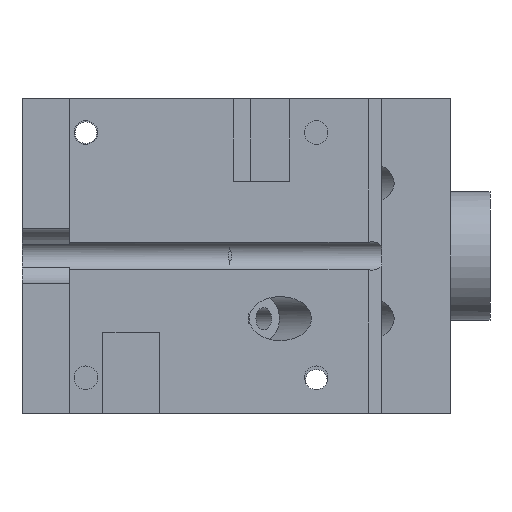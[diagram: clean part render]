
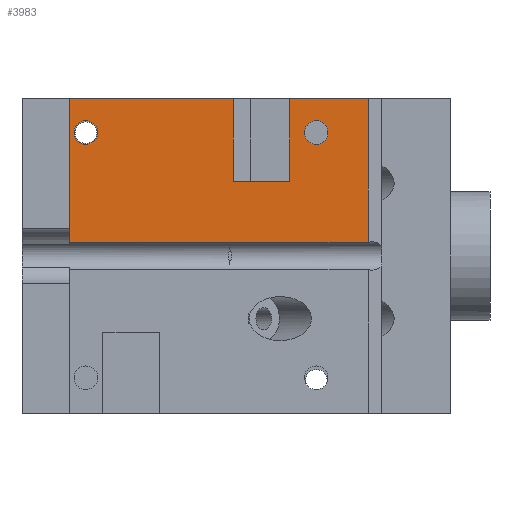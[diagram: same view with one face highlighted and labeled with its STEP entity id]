
A CAD part, front view. The second image highlights one B-rep face of the part: STEP entity #3983.
In plain terms, the highlighted planar face has unit normal (0, -1, 0).
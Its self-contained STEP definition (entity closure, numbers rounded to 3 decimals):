
#57=FACE_BOUND('',#675,.T.);
#58=FACE_BOUND('',#676,.T.);
#187=PLANE('',#4245);
#263=CIRCLE('',#4211,1.75);
#265=CIRCLE('',#4215,1.75);
#451=FACE_OUTER_BOUND('',#674,.T.);
#674=EDGE_LOOP('',(#3396,#3397,#3398,#3399,#3400,#3401,#3402,#3403));
#675=EDGE_LOOP('',(#3404));
#676=EDGE_LOOP('',(#3405));
#861=LINE('',#6087,#1261);
#1006=LINE('',#8647,#1406);
#1008=LINE('',#8650,#1408);
#1152=LINE('',#8996,#1552);
#1158=LINE('',#9018,#1558);
#1159=LINE('',#9022,#1559);
#1160=LINE('',#9024,#1560);
#1161=LINE('',#9025,#1561);
#1261=VECTOR('',#4407,10.);
#1406=VECTOR('',#4704,10.);
#1408=VECTOR('',#4706,10.);
#1552=VECTOR('',#5012,10.);
#1558=VECTOR('',#5038,10.);
#1559=VECTOR('',#5043,10.);
#1560=VECTOR('',#5044,10.);
#1561=VECTOR('',#5045,10.);
#1681=VERTEX_POINT('',#6085);
#1682=VERTEX_POINT('',#6086);
#1828=VERTEX_POINT('',#8644);
#1829=VERTEX_POINT('',#8646);
#1830=VERTEX_POINT('',#8649);
#1920=VERTEX_POINT('',#8911);
#1922=VERTEX_POINT('',#8919);
#1950=VERTEX_POINT('',#8993);
#1951=VERTEX_POINT('',#8995);
#1959=VERTEX_POINT('',#9023);
#2076=EDGE_CURVE('',#1681,#1682,#861,.T.);
#2291=EDGE_CURVE('',#1828,#1829,#1006,.T.);
#2293=EDGE_CURVE('',#1681,#1830,#1008,.T.);
#2424=EDGE_CURVE('',#1920,#1920,#263,.T.);
#2428=EDGE_CURVE('',#1922,#1922,#265,.T.);
#2465=EDGE_CURVE('',#1951,#1950,#1152,.T.);
#2478=EDGE_CURVE('',#1951,#1828,#1158,.T.);
#2480=EDGE_CURVE('',#1950,#1830,#1159,.T.);
#2481=EDGE_CURVE('',#1682,#1959,#1160,.T.);
#2482=EDGE_CURVE('',#1959,#1829,#1161,.T.);
#3396=ORIENTED_EDGE('',*,*,#2465,.T.);
#3397=ORIENTED_EDGE('',*,*,#2480,.T.);
#3398=ORIENTED_EDGE('',*,*,#2293,.F.);
#3399=ORIENTED_EDGE('',*,*,#2076,.T.);
#3400=ORIENTED_EDGE('',*,*,#2481,.T.);
#3401=ORIENTED_EDGE('',*,*,#2482,.T.);
#3402=ORIENTED_EDGE('',*,*,#2291,.F.);
#3403=ORIENTED_EDGE('',*,*,#2478,.F.);
#3404=ORIENTED_EDGE('',*,*,#2428,.T.);
#3405=ORIENTED_EDGE('',*,*,#2424,.T.);
#3983=ADVANCED_FACE('',(#451,#57,#58),#187,.T.);
#4211=AXIS2_PLACEMENT_3D('',#8912,#4936,#4937);
#4215=AXIS2_PLACEMENT_3D('',#8920,#4946,#4947);
#4245=AXIS2_PLACEMENT_3D('',#9021,#5041,#5042);
#4407=DIRECTION('',(0.,0.,-1.));
#4704=DIRECTION('',(1.,0.,0.));
#4706=DIRECTION('',(1.,0.,0.));
#4936=DIRECTION('center_axis',(0.,1.,0.));
#4937=DIRECTION('ref_axis',(1.,0.,0.));
#4946=DIRECTION('center_axis',(0.,1.,0.));
#4947=DIRECTION('ref_axis',(1.,0.,0.));
#5012=DIRECTION('',(1.,0.,0.));
#5038=DIRECTION('',(0.,0.,1.));
#5041=DIRECTION('center_axis',(0.,-1.,0.));
#5042=DIRECTION('ref_axis',(1.,0.,0.));
#5043=DIRECTION('',(0.,0.,1.));
#5044=DIRECTION('',(-1.,0.,0.));
#5045=DIRECTION('',(0.,0.,1.));
#6085=CARTESIAN_POINT('',(5.462,0.662,46.5));
#6086=CARTESIAN_POINT('',(5.462,0.662,34.25));
#6087=CARTESIAN_POINT('',(5.462,0.662,23.25));
#8644=CARTESIAN_POINT('',(-27.088,0.662,46.5));
#8646=CARTESIAN_POINT('',(-2.888,0.662,46.5));
#8647=CARTESIAN_POINT('',(17.012,0.662,46.5));
#8649=CARTESIAN_POINT('',(17.012,0.662,46.5));
#8650=CARTESIAN_POINT('',(17.012,0.662,46.5));
#8911=CARTESIAN_POINT('',(7.592,0.662,41.46));
#8912=CARTESIAN_POINT('Origin',(9.342,0.662,41.46));
#8919=CARTESIAN_POINT('',(-26.408,0.662,41.46));
#8920=CARTESIAN_POINT('Origin',(-24.658,0.662,41.46));
#8993=CARTESIAN_POINT('',(17.012,0.662,25.277));
#8995=CARTESIAN_POINT('',(-27.088,0.662,25.277));
#8996=CARTESIAN_POINT('',(-27.088,0.662,25.277));
#9018=CARTESIAN_POINT('',(-27.088,0.662,0.));
#9021=CARTESIAN_POINT('Origin',(-27.088,0.662,0.));
#9022=CARTESIAN_POINT('',(17.012,0.662,0.));
#9023=CARTESIAN_POINT('',(-2.888,0.662,34.25));
#9024=CARTESIAN_POINT('',(-12.9,0.662,34.25));
#9025=CARTESIAN_POINT('',(-2.888,0.662,23.25));
